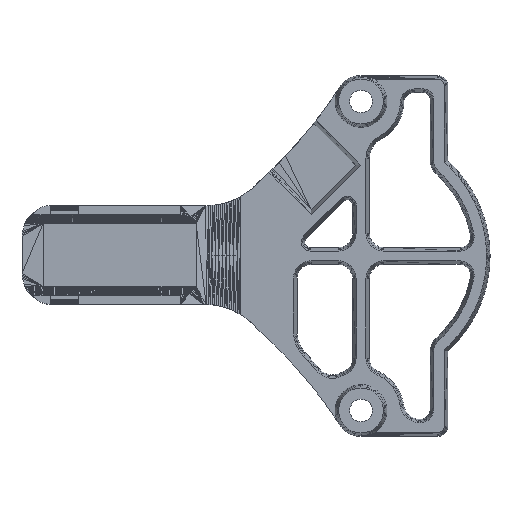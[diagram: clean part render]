
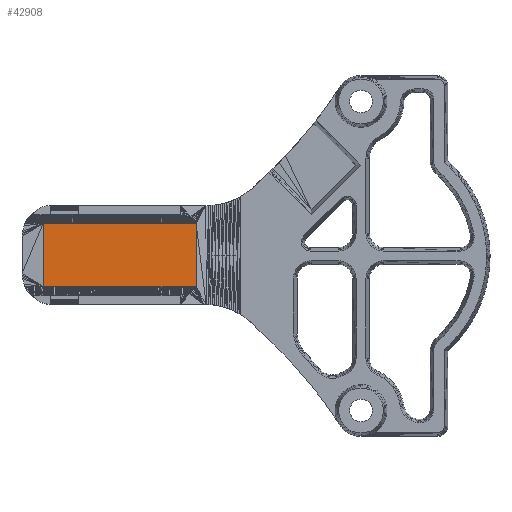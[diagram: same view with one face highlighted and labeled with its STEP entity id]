
A CAD part, top view. The second image highlights one B-rep face of the part: STEP entity #42908.
In plain terms, the highlighted planar face has unit normal (0, 0, 1).
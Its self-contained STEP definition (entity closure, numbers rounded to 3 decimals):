
#3040=FACE_OUTER_BOUND('',#6066,.T.);
#6066=EDGE_LOOP('',(#36877,#36878,#36879,#36880,#36881,#36882));
#6128=LINE('',#57731,#11766);
#6643=LINE('',#58765,#12281);
#7067=LINE('',#59606,#12705);
#8776=LINE('',#63023,#14414);
#8811=LINE('',#63090,#14449);
#11704=LINE('',#68878,#17342);
#11766=VECTOR('',#46037,10.);
#12281=VECTOR('',#47044,10.);
#12705=VECTOR('',#47994,10.);
#14414=VECTOR('',#50461,10.);
#14449=VECTOR('',#50552,10.);
#17342=VECTOR('',#57599,10.);
#17389=VERTEX_POINT('',#57727);
#17390=VERTEX_POINT('',#57729);
#17456=VERTEX_POINT('',#57953);
#17663=VERTEX_POINT('',#58761);
#19126=VERTEX_POINT('',#62940);
#19146=VERTEX_POINT('',#63022);
#20030=EDGE_CURVE('',#17389,#17390,#6128,.T.);
#20545=EDGE_CURVE('',#17663,#17389,#6643,.T.);
#20969=EDGE_CURVE('',#17456,#17663,#7067,.T.);
#22678=EDGE_CURVE('',#19146,#19126,#8776,.T.);
#22713=EDGE_CURVE('',#17456,#19126,#8811,.T.);
#25606=EDGE_CURVE('',#17390,#19146,#11704,.T.);
#36877=ORIENTED_EDGE('',*,*,#25606,.T.);
#36878=ORIENTED_EDGE('',*,*,#22678,.T.);
#36879=ORIENTED_EDGE('',*,*,#22713,.F.);
#36880=ORIENTED_EDGE('',*,*,#20969,.T.);
#36881=ORIENTED_EDGE('',*,*,#20545,.T.);
#36882=ORIENTED_EDGE('',*,*,#20030,.T.);
#39895=PLANE('',#45935);
#42908=ADVANCED_FACE('',(#3040),#39895,.T.);
#45935=AXIS2_PLACEMENT_3D('',#68879,#57600,#57601);
#46037=DIRECTION('',(1.,0.,0.));
#47044=DIRECTION('',(1.,0.,0.));
#47994=DIRECTION('',(0.,-1.,0.));
#50461=DIRECTION('',(0.,1.,0.));
#50552=DIRECTION('',(1.,0.,0.));
#57599=DIRECTION('',(1.,0.,0.));
#57600=DIRECTION('center_axis',(0.,0.,
1.));
#57601=DIRECTION('ref_axis',(1.,0.,0.));
#57727=CARTESIAN_POINT('',(29.311,54.648,7.17));
#57729=CARTESIAN_POINT('',(39.311,54.648,7.17));
#57731=CARTESIAN_POINT('',(29.311,54.648,7.17));
#57953=CARTESIAN_POINT('',(22.311,63.634,7.17));
#58761=CARTESIAN_POINT('',(22.311,54.648,7.17));
#58765=CARTESIAN_POINT('',(22.311,54.648,7.17));
#59606=CARTESIAN_POINT('',(22.311,63.634,7.17));
#62940=CARTESIAN_POINT('',(43.996,63.634,7.17));
#63022=CARTESIAN_POINT('',(43.996,54.647,7.17));
#63023=CARTESIAN_POINT('',(43.996,54.647,7.17));
#63090=CARTESIAN_POINT('',(32.311,63.634,7.17));
#68878=CARTESIAN_POINT('',(32.311,54.648,7.17));
#68879=CARTESIAN_POINT('Origin',(32.311,63.634,7.17));
